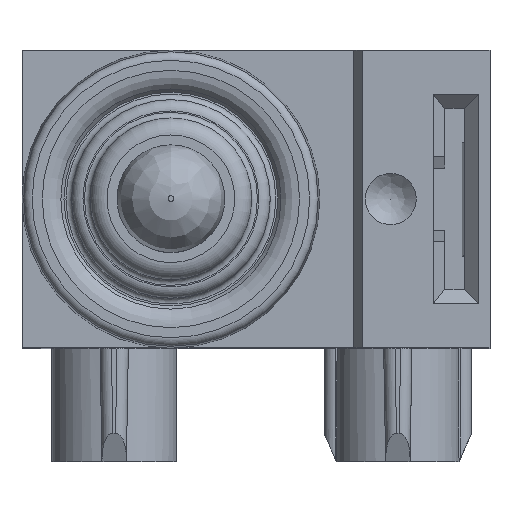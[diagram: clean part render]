
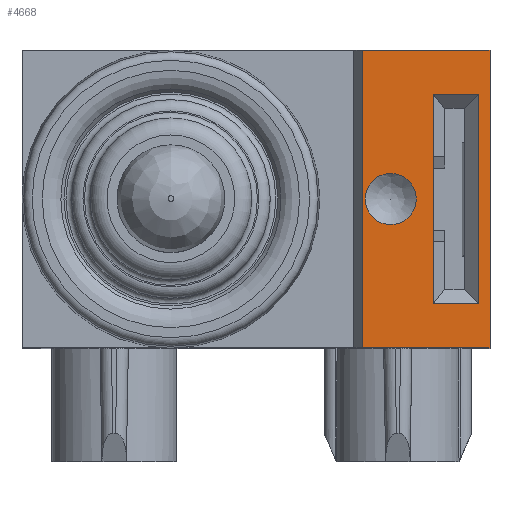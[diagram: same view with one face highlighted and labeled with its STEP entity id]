
A CAD part, top view. The second image highlights one B-rep face of the part: STEP entity #4668.
In plain terms, the highlighted planar face has unit normal (0, 0, 1).
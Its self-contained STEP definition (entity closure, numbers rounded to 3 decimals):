
#62=FACE_BOUND('',#679,.T.);
#63=FACE_BOUND('',#680,.T.);
#151=PLANE('',#5072);
#401=FACE_OUTER_BOUND('',#678,.T.);
#678=EDGE_LOOP('',(#3740,#3741,#3742,#3743));
#679=EDGE_LOOP('',(#3744));
#680=EDGE_LOOP('',(#3745,#3746,#3747,#3748,#3749,#3750));
#1018=LINE('',#7183,#1552);
#1035=LINE('',#7215,#1569);
#1061=LINE('',#7263,#1595);
#1086=LINE('',#7373,#1620);
#1087=LINE('',#7376,#1621);
#1088=LINE('',#7378,#1622);
#1089=LINE('',#7380,#1623);
#1090=LINE('',#7382,#1624);
#1091=LINE('',#7384,#1625);
#1092=LINE('',#7385,#1626);
#1552=VECTOR('',#5790,1000.);
#1569=VECTOR('',#5809,1000.);
#1595=VECTOR('',#5843,1000.);
#1620=VECTOR('',#5946,1000.);
#1621=VECTOR('',#5947,1000.);
#1622=VECTOR('',#5948,1000.);
#1623=VECTOR('',#5949,1000.);
#1624=VECTOR('',#5950,1000.);
#1625=VECTOR('',#5951,1000.);
#1626=VECTOR('',#5952,1000.);
#1989=CIRCLE('',#5010,0.45);
#2180=VERTEX_POINT('',#7111);
#2207=VERTEX_POINT('',#7180);
#2208=VERTEX_POINT('',#7182);
#2222=VERTEX_POINT('',#7213);
#2240=VERTEX_POINT('',#7262);
#2287=VERTEX_POINT('',#7374);
#2288=VERTEX_POINT('',#7375);
#2289=VERTEX_POINT('',#7377);
#2290=VERTEX_POINT('',#7379);
#2291=VERTEX_POINT('',#7381);
#2292=VERTEX_POINT('',#7383);
#2695=EDGE_CURVE('',#2180,#2180,#1989,.T.);
#2727=EDGE_CURVE('',#2208,#2207,#1018,.T.);
#2744=EDGE_CURVE('',#2207,#2222,#1035,.T.);
#2770=EDGE_CURVE('',#2240,#2208,#1061,.T.);
#2827=EDGE_CURVE('',#2222,#2240,#1086,.T.);
#2828=EDGE_CURVE('',#2287,#2288,#1087,.T.);
#2829=EDGE_CURVE('',#2288,#2289,#1088,.T.);
#2830=EDGE_CURVE('',#2290,#2289,#1089,.T.);
#2831=EDGE_CURVE('',#2290,#2291,#1090,.T.);
#2832=EDGE_CURVE('',#2291,#2292,#1091,.T.);
#2833=EDGE_CURVE('',#2292,#2287,#1092,.T.);
#3740=ORIENTED_EDGE('',*,*,#2827,.T.);
#3741=ORIENTED_EDGE('',*,*,#2770,.T.);
#3742=ORIENTED_EDGE('',*,*,#2727,.T.);
#3743=ORIENTED_EDGE('',*,*,#2744,.T.);
#3744=ORIENTED_EDGE('',*,*,#2695,.F.);
#3745=ORIENTED_EDGE('',*,*,#2828,.T.);
#3746=ORIENTED_EDGE('',*,*,#2829,.T.);
#3747=ORIENTED_EDGE('',*,*,#2830,.F.);
#3748=ORIENTED_EDGE('',*,*,#2831,.T.);
#3749=ORIENTED_EDGE('',*,*,#2832,.T.);
#3750=ORIENTED_EDGE('',*,*,#2833,.T.);
#4668=ADVANCED_FACE('',(#401,#62,#63),#151,.T.);
#5010=AXIS2_PLACEMENT_3D('',#7113,#5729,#5730);
#5072=AXIS2_PLACEMENT_3D('',#7372,#5944,#5945);
#5729=DIRECTION('center_axis',(0.,0.,1.));
#5730=DIRECTION('ref_axis',(0.,-1.,0.));
#5790=DIRECTION('',(0.,1.,0.));
#5809=DIRECTION('',(-1.,0.,0.));
#5843=DIRECTION('',(1.,0.,0.));
#5944=DIRECTION('center_axis',(0.,0.,1.));
#5945=DIRECTION('ref_axis',(0.,-1.,0.));
#5946=DIRECTION('',(0.,-1.,0.));
#5947=DIRECTION('',(-1.,0.,0.));
#5948=DIRECTION('',(0.,1.,0.));
#5949=DIRECTION('',(0.,-1.,0.));
#5950=DIRECTION('',(0.,1.,0.));
#5951=DIRECTION('',(1.,0.,0.));
#5952=DIRECTION('',(0.,-1.,0.));
#7111=CARTESIAN_POINT('',(2.375,0.45,7.45));
#7113=CARTESIAN_POINT('Origin',(2.375,0.,7.45));
#7180=CARTESIAN_POINT('',(4.125,2.625,7.45));
#7182=CARTESIAN_POINT('',(4.125,-2.625,7.45));
#7183=CARTESIAN_POINT('',(4.125,2.625,7.45));
#7213=CARTESIAN_POINT('',(1.875,2.625,7.45));
#7215=CARTESIAN_POINT('',(-4.125,2.625,7.45));
#7262=CARTESIAN_POINT('',(1.875,-2.625,7.45));
#7263=CARTESIAN_POINT('',(-4.125,-2.625,7.45));
#7372=CARTESIAN_POINT('Origin',(0.,0.,7.45));
#7373=CARTESIAN_POINT('',(1.875,2.625,7.45));
#7374=CARTESIAN_POINT('',(3.925,-1.85,7.45));
#7375=CARTESIAN_POINT('',(3.125,-1.85,7.45));
#7376=CARTESIAN_POINT('',(3.325,-1.85,7.45));
#7377=CARTESIAN_POINT('',(3.125,-0.75,7.45));
#7378=CARTESIAN_POINT('',(3.125,-0.75,7.45));
#7379=CARTESIAN_POINT('',(3.125,0.75,7.45));
#7380=CARTESIAN_POINT('',(3.125,0.75,7.45));
#7381=CARTESIAN_POINT('',(3.125,1.85,7.45));
#7382=CARTESIAN_POINT('',(3.125,1.85,7.45));
#7383=CARTESIAN_POINT('',(3.925,1.85,7.45));
#7384=CARTESIAN_POINT('',(3.675,1.85,7.45));
#7385=CARTESIAN_POINT('',(3.925,-1.6,7.45));
